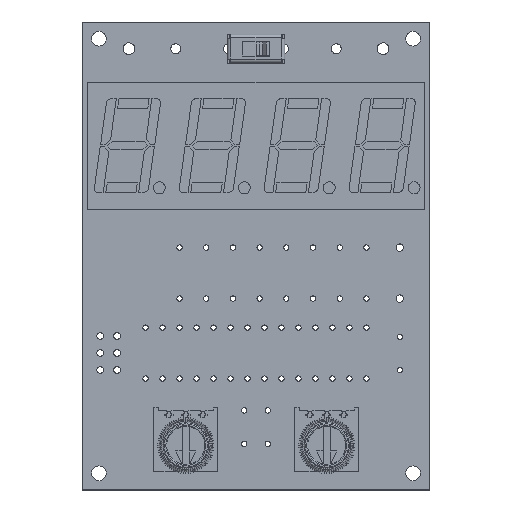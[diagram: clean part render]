
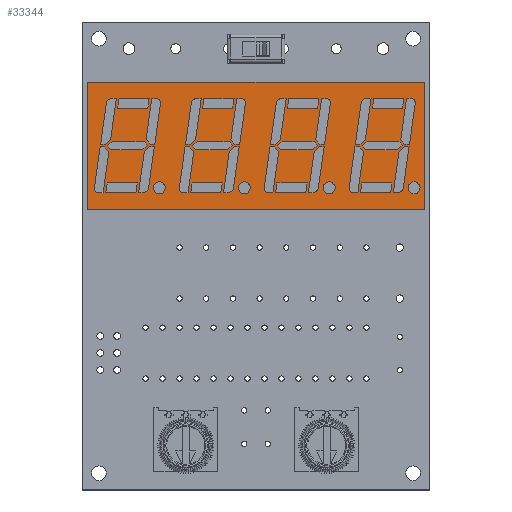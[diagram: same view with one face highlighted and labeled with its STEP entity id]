
A CAD part, top view. The second image highlights one B-rep face of the part: STEP entity #33344.
In plain terms, the highlighted face is planar.
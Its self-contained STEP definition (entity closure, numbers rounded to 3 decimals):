
#31569 = PLANE('',#31570);
#31570 = AXIS2_PLACEMENT_3D('',#31571,#31572,#31573);
#31571 = CARTESIAN_POINT('',(25.15,1.,9.5));
#31572 = DIRECTION('',(1.,0.,0.));
#31573 = DIRECTION('',(0.,0.,-1.));
#31638 = PLANE('',#31639);
#31639 = AXIS2_PLACEMENT_3D('',#31640,#31641,#31642);
#31640 = CARTESIAN_POINT('',(-25.15,1.,9.5));
#31641 = DIRECTION('',(0.,0.,1.));
#31642 = DIRECTION('',(1.,0.,-0.));
#31658 = VERTEX_POINT('',#31659);
#31659 = CARTESIAN_POINT('',(25.15,8.,9.5));
#31680 = EDGE_CURVE('',#31681,#31658,#31683,.T.);
#31681 = VERTEX_POINT('',#31682);
#31682 = CARTESIAN_POINT('',(-25.15,8.,9.5));
#31683 = SURFACE_CURVE('',#31684,(#31688,#31695),.PCURVE_S1.);
#31684 = LINE('',#31685,#31686);
#31685 = CARTESIAN_POINT('',(-25.15,8.,9.5));
#31686 = VECTOR('',#31687,1.);
#31687 = DIRECTION('',(1.,0.,0.));
#31688 = PCURVE('',#31638,#31689);
#31689 = DEFINITIONAL_REPRESENTATION('',(#31690),#31694);
#31690 = LINE('',#31691,#31692);
#31691 = CARTESIAN_POINT('',(0.,7.));
#31692 = VECTOR('',#31693,1.);
#31693 = DIRECTION('',(1.,0.));
#31694 = ( GEOMETRIC_REPRESENTATION_CONTEXT(2) 
PARAMETRIC_REPRESENTATION_CONTEXT() REPRESENTATION_CONTEXT('2D SPACE',''
  ) );
#31695 = PCURVE('',#31696,#31701);
#31696 = PLANE('',#31697);
#31697 = AXIS2_PLACEMENT_3D('',#31698,#31699,#31700);
#31698 = CARTESIAN_POINT('',(0.,8.,0.));
#31699 = DIRECTION('',(0.,1.,0.));
#31700 = DIRECTION('',(0.,-0.,1.));
#31701 = DEFINITIONAL_REPRESENTATION('',(#31702),#31706);
#31702 = LINE('',#31703,#31704);
#31703 = CARTESIAN_POINT('',(9.5,-25.15));
#31704 = VECTOR('',#31705,1.);
#31705 = DIRECTION('',(0.,1.));
#31706 = ( GEOMETRIC_REPRESENTATION_CONTEXT(2) 
PARAMETRIC_REPRESENTATION_CONTEXT() REPRESENTATION_CONTEXT('2D SPACE',''
  ) );
#31724 = PLANE('',#31725);
#31725 = AXIS2_PLACEMENT_3D('',#31726,#31727,#31728);
#31726 = CARTESIAN_POINT('',(-25.15,1.,-9.5));
#31727 = DIRECTION('',(-1.,0.,0.));
#31728 = DIRECTION('',(0.,0.,1.));
#31995 = PLANE('',#31996);
#31996 = AXIS2_PLACEMENT_3D('',#31997,#31998,#31999);
#31997 = CARTESIAN_POINT('',(25.15,1.,-9.5));
#31998 = DIRECTION('',(0.,0.,-1.));
#31999 = DIRECTION('',(-1.,0.,0.));
#32386 = VERTEX_POINT('',#32387);
#32387 = CARTESIAN_POINT('',(25.15,8.,-9.5));
#32408 = EDGE_CURVE('',#31658,#32386,#32409,.T.);
#32409 = SURFACE_CURVE('',#32410,(#32414,#32421),.PCURVE_S1.);
#32410 = LINE('',#32411,#32412);
#32411 = CARTESIAN_POINT('',(25.15,8.,9.5));
#32412 = VECTOR('',#32413,1.);
#32413 = DIRECTION('',(0.,0.,-1.));
#32414 = PCURVE('',#31569,#32415);
#32415 = DEFINITIONAL_REPRESENTATION('',(#32416),#32420);
#32416 = LINE('',#32417,#32418);
#32417 = CARTESIAN_POINT('',(0.,7.));
#32418 = VECTOR('',#32419,1.);
#32419 = DIRECTION('',(1.,0.));
#32420 = ( GEOMETRIC_REPRESENTATION_CONTEXT(2) 
PARAMETRIC_REPRESENTATION_CONTEXT() REPRESENTATION_CONTEXT('2D SPACE',''
  ) );
#32421 = PCURVE('',#31696,#32422);
#32422 = DEFINITIONAL_REPRESENTATION('',(#32423),#32427);
#32423 = LINE('',#32424,#32425);
#32424 = CARTESIAN_POINT('',(9.5,25.15));
#32425 = VECTOR('',#32426,1.);
#32426 = DIRECTION('',(-1.,0.));
#32427 = ( GEOMETRIC_REPRESENTATION_CONTEXT(2) 
PARAMETRIC_REPRESENTATION_CONTEXT() REPRESENTATION_CONTEXT('2D SPACE',''
  ) );
#32919 = VERTEX_POINT('',#32920);
#32920 = CARTESIAN_POINT('',(-25.15,8.,-9.5));
#32941 = EDGE_CURVE('',#32386,#32919,#32942,.T.);
#32942 = SURFACE_CURVE('',#32943,(#32947,#32954),.PCURVE_S1.);
#32943 = LINE('',#32944,#32945);
#32944 = CARTESIAN_POINT('',(25.15,8.,-9.5));
#32945 = VECTOR('',#32946,1.);
#32946 = DIRECTION('',(-1.,0.,0.));
#32947 = PCURVE('',#31995,#32948);
#32948 = DEFINITIONAL_REPRESENTATION('',(#32949),#32953);
#32949 = LINE('',#32950,#32951);
#32950 = CARTESIAN_POINT('',(0.,7.));
#32951 = VECTOR('',#32952,1.);
#32952 = DIRECTION('',(1.,0.));
#32953 = ( GEOMETRIC_REPRESENTATION_CONTEXT(2) 
PARAMETRIC_REPRESENTATION_CONTEXT() REPRESENTATION_CONTEXT('2D SPACE',''
  ) );
#32954 = PCURVE('',#31696,#32955);
#32955 = DEFINITIONAL_REPRESENTATION('',(#32956),#32960);
#32956 = LINE('',#32957,#32958);
#32957 = CARTESIAN_POINT('',(-9.5,25.15));
#32958 = VECTOR('',#32959,1.);
#32959 = DIRECTION('',(0.,-1.));
#32960 = ( GEOMETRIC_REPRESENTATION_CONTEXT(2) 
PARAMETRIC_REPRESENTATION_CONTEXT() REPRESENTATION_CONTEXT('2D SPACE',''
  ) );
#33110 = EDGE_CURVE('',#32919,#31681,#33111,.T.);
#33111 = SURFACE_CURVE('',#33112,(#33116,#33123),.PCURVE_S1.);
#33112 = LINE('',#33113,#33114);
#33113 = CARTESIAN_POINT('',(-25.15,8.,9.5));
#33114 = VECTOR('',#33115,1.);
#33115 = DIRECTION('',(0.,0.,1.));
#33116 = PCURVE('',#31724,#33117);
#33117 = DEFINITIONAL_REPRESENTATION('',(#33118),#33122);
#33118 = LINE('',#33119,#33120);
#33119 = CARTESIAN_POINT('',(19.,7.));
#33120 = VECTOR('',#33121,1.);
#33121 = DIRECTION('',(1.,0.));
#33122 = ( GEOMETRIC_REPRESENTATION_CONTEXT(2) 
PARAMETRIC_REPRESENTATION_CONTEXT() REPRESENTATION_CONTEXT('2D SPACE',''
  ) );
#33123 = PCURVE('',#31696,#33124);
#33124 = DEFINITIONAL_REPRESENTATION('',(#33125),#33129);
#33125 = LINE('',#33126,#33127);
#33126 = CARTESIAN_POINT('',(9.5,-25.15));
#33127 = VECTOR('',#33128,1.);
#33128 = DIRECTION('',(1.,0.));
#33129 = ( GEOMETRIC_REPRESENTATION_CONTEXT(2) 
PARAMETRIC_REPRESENTATION_CONTEXT() REPRESENTATION_CONTEXT('2D SPACE',''
  ) );
#33344 = ADVANCED_FACE('',(#33345),#31696,.T.);
#33345 = FACE_BOUND('',#33346,.T.);
#33346 = EDGE_LOOP('',(#33347,#33348,#33349,#33350));
#33347 = ORIENTED_EDGE('',*,*,#32408,.T.);
#33348 = ORIENTED_EDGE('',*,*,#32941,.T.);
#33349 = ORIENTED_EDGE('',*,*,#33110,.T.);
#33350 = ORIENTED_EDGE('',*,*,#31680,.T.);
